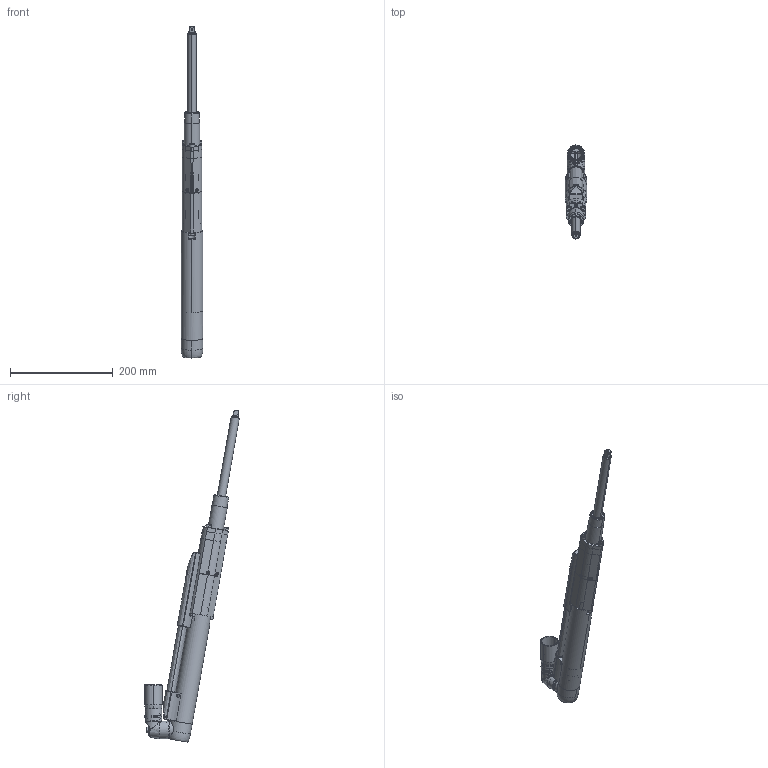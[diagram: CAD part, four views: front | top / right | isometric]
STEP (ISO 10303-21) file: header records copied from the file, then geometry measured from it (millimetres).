
FILE_DESCRIPTION((''),'2;1');
FILE_NAME('K_8435408320_ASM','2013-05-08T',('tooextcsr'),(''),'PRO/ENGINEER BY PARAMETRIC TECHNOLOGY CORPORATION, 2012420','PRO/ENGINEER BY PARAMETRIC TECHNOLOGY CORPORATION, 2012420','');
FILE_SCHEMA(('CONFIG_CONTROL_DESIGN','GEOMETRIC_VALIDATION_PROPERTIES_MIM'));
Length unit declared in the file: millimetre
Products named in the file (7): QST_CONNECTOR_02; QST42_REARCOVER_02; QST42_50_CT_BODY_50; QST42_SPACER_01; QST42_FRONT_50_134; QST42_SOCKETHOLDER_234_10; K_8435408320_ASM
Assembly tree (6 placements, depth 2):
  K_8435408320_ASM
    QST_CONNECTOR_02
    QST42_REARCOVER_02
    QST42_50_CT_BODY_50
    QST42_SPACER_01
    QST42_FRONT_50_134
    QST42_SOCKETHOLDER_234_10
Bounding box: 42 x 183.91 x 645.62 mm (x, y, z)
Volume: 447556.4 mm3; surface area: 244966.1 mm2
Topology: 8 solids, 35 shells, 3449 faces, 9707 edges, 6339 vertices
Faces by surface type: plane 1368, cylinder 1115, torus 394, bspline 274, cone 236, extrusion 46, sphere 10, revolution 6
Entity records: 151605 total; most frequent: CARTESIAN_POINT 42790, ORIENTED_EDGE 19316, DIRECTION 17031, EDGE_CURVE 9678, AXIS2_PLACEMENT_3D 6496, VERTEX_POINT 6339, VECTOR 4033, LINE 3987
